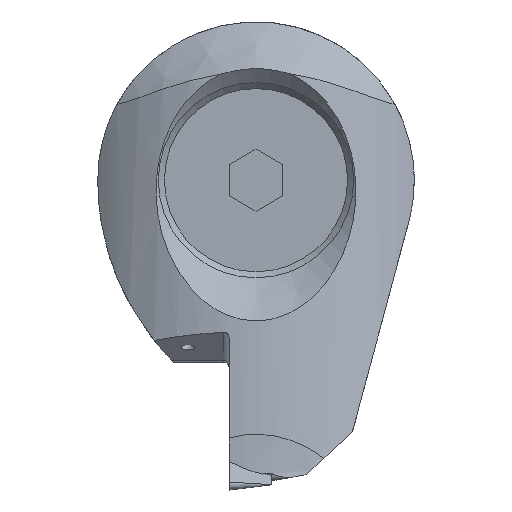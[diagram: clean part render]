
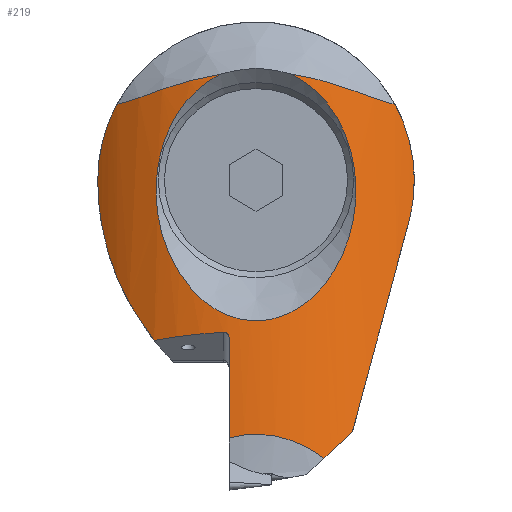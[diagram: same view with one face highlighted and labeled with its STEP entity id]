
A CAD part, left-side view. The second image highlights one B-rep face of the part: STEP entity #219.
In plain terms, the highlighted cylindrical face has radius 17.5 mm (diameter 35 mm), a partial arc.
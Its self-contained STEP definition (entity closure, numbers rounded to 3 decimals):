
#177=CYLINDRICAL_SURFACE('',#1092,17.5);
#191=ELLIPSE('',#1065,18.318,17.5);
#194=ELLIPSE('',#1073,23.894,17.5);
#196=ELLIPSE('',#1076,67.853,17.5);
#219=ADVANCED_FACE('',(#298),#177,.T.);
#298=FACE_OUTER_BOUND('',#343,.T.);
#343=EDGE_LOOP('',(#511,#512,#513,#514,#515,#516,#517,#518,#519,#520,#521,
#522));
#393=B_SPLINE_CURVE_WITH_KNOTS('',3,(#1475,#1476,#1477,#1478,#1479,#1480),
 .UNSPECIFIED.,.F.,.F.,(4,2,4),(0.,0.5,1.),.UNSPECIFIED.);
#395=B_SPLINE_CURVE_WITH_KNOTS('',3,(#1556,#1557,#1558,#1559,#1560,#1561),
 .UNSPECIFIED.,.F.,.F.,(4,2,4),(0.,0.5,1.),.UNSPECIFIED.);
#399=B_SPLINE_CURVE_WITH_KNOTS('',3,(#1604,#1605,#1606,#1607,#1608,#1609),
 .UNSPECIFIED.,.F.,.F.,(4,2,4),(0.,0.5,1.),.UNSPECIFIED.);
#400=B_SPLINE_CURVE_WITH_KNOTS('',3,(#1611,#1612,#1613,#1614),
 .UNSPECIFIED.,.F.,.F.,(4,4),(0.,1.),.UNSPECIFIED.);
#402=B_SPLINE_CURVE_WITH_KNOTS('',3,(#1622,#1623,#1624,#1625,#1626,#1627,
#1628,#1629,#1630,#1631,#1632,#1633,#1634,#1635,#1636,#1637,#1638,#1639,
#1640,#1641,#1642,#1643),.UNSPECIFIED.,.F.,.F.,(4,2,2,2,2,2,2,2,2,2,4),
(0.,0.125,0.25,0.375,0.438,0.5,0.563,0.625,0.75,0.875,1.),
 .UNSPECIFIED.);
#403=B_SPLINE_CURVE_WITH_KNOTS('',3,(#1645,#1646,#1647,#1648,#1649,#1650),
 .UNSPECIFIED.,.F.,.F.,(4,2,4),(0.,0.5,1.),.UNSPECIFIED.);
#404=B_SPLINE_CURVE_WITH_KNOTS('',3,(#1651,#1652,#1653,#1654,#1655,#1656),
 .UNSPECIFIED.,.F.,.F.,(4,2,4),(0.,0.5,1.),.UNSPECIFIED.);
#405=B_SPLINE_CURVE_WITH_KNOTS('',3,(#1663,#1664,#1665,#1666,#1667,#1668,
#1669,#1670,#1671,#1672,#1673,#1674,#1675,#1676,#1677,#1678),
 .UNSPECIFIED.,.F.,.F.,(4,3,3,3,3,4),(0.,0.223,0.446,
0.66,0.864,1.),.UNSPECIFIED.);
#511=ORIENTED_EDGE('',*,*,#795,.T.);
#512=ORIENTED_EDGE('',*,*,#742,.T.);
#513=ORIENTED_EDGE('',*,*,#768,.T.);
#514=ORIENTED_EDGE('',*,*,#774,.T.);
#515=ORIENTED_EDGE('',*,*,#785,.F.);
#516=ORIENTED_EDGE('',*,*,#790,.T.);
#517=ORIENTED_EDGE('',*,*,#789,.F.);
#518=ORIENTED_EDGE('',*,*,#791,.T.);
#519=ORIENTED_EDGE('',*,*,#787,.F.);
#520=ORIENTED_EDGE('',*,*,#777,.F.);
#521=ORIENTED_EDGE('',*,*,#758,.F.);
#522=ORIENTED_EDGE('',*,*,#794,.F.);
#657=VERTEX_POINT('',#1474);
#658=VERTEX_POINT('',#1481);
#666=VERTEX_POINT('',#1506);
#668=VERTEX_POINT('',#1510);
#677=VERTEX_POINT('',#1532);
#681=VERTEX_POINT('',#1543);
#684=VERTEX_POINT('',#1562);
#688=VERTEX_POINT('',#1602);
#689=VERTEX_POINT('',#1603);
#690=VERTEX_POINT('',#1620);
#691=VERTEX_POINT('',#1621);
#693=VERTEX_POINT('',#1662);
#742=EDGE_CURVE('',#658,#657,#393,.T.);
#758=EDGE_CURVE('',#668,#666,#191,.T.);
#768=EDGE_CURVE('',#657,#677,#194,.T.);
#774=EDGE_CURVE('',#677,#681,#196,.T.);
#777=EDGE_CURVE('',#666,#684,#395,.T.);
#785=EDGE_CURVE('',#688,#681,#399,.T.);
#787=EDGE_CURVE('',#684,#689,#400,.T.);
#789=EDGE_CURVE('',#690,#691,#402,.T.);
#790=EDGE_CURVE('',#688,#691,#403,.T.);
#791=EDGE_CURVE('',#690,#689,#404,.T.);
#794=EDGE_CURVE('',#693,#668,#405,.T.);
#795=EDGE_CURVE('',#693,#658,#880,.T.);
#880=LINE('',#1680,#946);
#946=VECTOR('',#1261,1.);
#1065=AXIS2_PLACEMENT_3D('',#1511,#1201,#1202);
#1073=AXIS2_PLACEMENT_3D('',#1534,#1222,#1223);
#1076=AXIS2_PLACEMENT_3D('',#1544,#1232,#1233);
#1092=AXIS2_PLACEMENT_3D('',#1691,#1275,#1276);
#1201=DIRECTION('',(-0.378,0.,-0.926));
#1202=DIRECTION('',(-0.926,0.,0.378));
#1222=DIRECTION('',(-0.02,0.676,0.737));
#1223=DIRECTION('',(0.15,-0.727,0.67));
#1232=DIRECTION('',(0.,0.966,0.259));
#1233=DIRECTION('',(0.09,-0.258,0.962));
#1261=DIRECTION('',(-0.087,0.,-0.996));
#1275=DIRECTION('',(0.087,0.,0.996));
#1276=DIRECTION('',(0.996,0.,-0.087));
#1474=CARTESIAN_POINT('',(-9.554,-5.039,-20.647));
#1475=CARTESIAN_POINT('',(-10.05,2.,-19.127));
#1476=CARTESIAN_POINT('',(-10.162,0.787,-18.799));
#1477=CARTESIAN_POINT('',(-10.17,-0.503,-18.776));
#1478=CARTESIAN_POINT('',(-9.979,-2.927,-19.336));
#1479=CARTESIAN_POINT('',(-9.786,-4.057,-19.908));
#1480=CARTESIAN_POINT('',(-9.554,-5.039,-20.647));
#1481=CARTESIAN_POINT('',(-10.05,2.,-19.127));
#1506=CARTESIAN_POINT('',(-7.809,7.561,-11.901));
#1510=CARTESIAN_POINT('',(-9.313,2.4,-11.288));
#1511=CARTESIAN_POINT('',(7.488,0.,-18.141));
#1532=CARTESIAN_POINT('',(-8.589,-7.159,-18.677));
#1534=CARTESIAN_POINT('',(6.904,0.,-24.811));
#1543=CARTESIAN_POINT('',(-4.563,-11.349,-3.042));
#1544=CARTESIAN_POINT('',(5.104,0.,-45.385));
#1556=CARTESIAN_POINT('',(-7.809,7.561,-11.901));
#1557=CARTESIAN_POINT('',(-7.031,8.88,-10.259));
#1558=CARTESIAN_POINT('',(-6.174,9.905,-8.44));
#1559=CARTESIAN_POINT('',(-4.716,11.348,-4.431));
#1560=CARTESIAN_POINT('',(-4.141,11.75,-2.261));
#1561=CARTESIAN_POINT('',(-3.943,11.75,0.));
#1562=CARTESIAN_POINT('',(-3.943,11.75,0.));
#1602=CARTESIAN_POINT('',(-4.619,-10.324,5.611));
#1603=CARTESIAN_POINT('',(-4.619,10.324,5.611));
#1604=CARTESIAN_POINT('',(-4.619,-10.324,5.611));
#1605=CARTESIAN_POINT('',(-4.22,-11.019,4.331));
#1606=CARTESIAN_POINT('',(-3.925,-11.491,2.882));
#1607=CARTESIAN_POINT('',(-3.868,-11.846,-0.117));
#1608=CARTESIAN_POINT('',(-4.117,-11.727,-1.635));
#1609=CARTESIAN_POINT('',(-4.563,-11.349,-3.042));
#1611=CARTESIAN_POINT('',(-3.943,11.75,0.));
#1612=CARTESIAN_POINT('',(-3.769,11.75,1.988));
#1613=CARTESIAN_POINT('',(-4.097,11.234,3.935));
#1614=CARTESIAN_POINT('',(-4.619,10.324,5.611));
#1620=CARTESIAN_POINT('',(-7.603,2.638,7.865));
#1621=CARTESIAN_POINT('',(-7.603,-2.638,7.865));
#1622=CARTESIAN_POINT('',(-7.603,2.638,7.865));
#1623=CARTESIAN_POINT('',(-7.4,4.463,6.997));
#1624=CARTESIAN_POINT('',(-7.051,5.803,5.352));
#1625=CARTESIAN_POINT('',(-6.743,7.353,1.663));
#1626=CARTESIAN_POINT('',(-6.799,7.58,-0.432));
#1627=CARTESIAN_POINT('',(-7.392,7.039,-4.354));
#1628=CARTESIAN_POINT('',(-7.909,6.3,-6.228));
#1629=CARTESIAN_POINT('',(-8.668,4.461,-8.513));
#1630=CARTESIAN_POINT('',(-8.915,3.724,-9.18));
#1631=CARTESIAN_POINT('',(-9.287,2.001,-10.152));
#1632=CARTESIAN_POINT('',(-9.406,1.008,-10.444));
#1633=CARTESIAN_POINT('',(-9.406,-1.006,-10.444));
#1634=CARTESIAN_POINT('',(-9.285,-2.014,-10.147));
#1635=CARTESIAN_POINT('',(-8.913,-3.731,-9.174));
#1636=CARTESIAN_POINT('',(-8.664,-4.472,-8.5));
#1637=CARTESIAN_POINT('',(-7.911,-6.294,-6.233));
#1638=CARTESIAN_POINT('',(-7.387,-7.045,-4.332));
#1639=CARTESIAN_POINT('',(-6.798,-7.579,-0.416));
#1640=CARTESIAN_POINT('',(-6.741,-7.36,1.646));
#1641=CARTESIAN_POINT('',(-7.053,-5.795,5.37));
#1642=CARTESIAN_POINT('',(-7.402,-4.441,7.008));
#1643=CARTESIAN_POINT('',(-7.603,-2.638,7.865));
#1645=CARTESIAN_POINT('',(-4.619,-10.324,5.611));
#1646=CARTESIAN_POINT('',(-5.442,-9.17,5.881));
#1647=CARTESIAN_POINT('',(-6.073,-7.954,6.406));
#1648=CARTESIAN_POINT('',(-7.056,-5.398,7.28));
#1649=CARTESIAN_POINT('',(-7.404,-4.061,7.652));
#1650=CARTESIAN_POINT('',(-7.603,-2.638,7.865));
#1651=CARTESIAN_POINT('',(-7.603,2.638,7.865));
#1652=CARTESIAN_POINT('',(-7.405,4.051,7.654));
#1653=CARTESIAN_POINT('',(-7.056,5.399,7.279));
#1654=CARTESIAN_POINT('',(-6.068,7.966,6.402));
#1655=CARTESIAN_POINT('',(-5.448,9.16,5.883));
#1656=CARTESIAN_POINT('',(-4.619,10.324,5.611));
#1662=CARTESIAN_POINT('',(-9.399,2.,-11.685));
#1663=CARTESIAN_POINT('',(-9.399,2.,-11.685));
#1664=CARTESIAN_POINT('',(-9.395,2.,-11.638));
#1665=CARTESIAN_POINT('',(-9.39,2.008,-11.59));
#1666=CARTESIAN_POINT('',(-9.384,2.023,-11.546));
#1667=CARTESIAN_POINT('',(-9.379,2.038,-11.502));
#1668=CARTESIAN_POINT('',(-9.372,2.062,-11.46));
#1669=CARTESIAN_POINT('',(-9.365,2.091,-11.424));
#1670=CARTESIAN_POINT('',(-9.359,2.12,-11.389));
#1671=CARTESIAN_POINT('',(-9.352,2.155,-11.359));
#1672=CARTESIAN_POINT('',(-9.345,2.194,-11.337));
#1673=CARTESIAN_POINT('',(-9.339,2.231,-11.315));
#1674=CARTESIAN_POINT('',(-9.332,2.272,-11.3));
#1675=CARTESIAN_POINT('',(-9.326,2.314,-11.293));
#1676=CARTESIAN_POINT('',(-9.321,2.342,-11.288));
#1677=CARTESIAN_POINT('',(-9.317,2.371,-11.286));
#1678=CARTESIAN_POINT('',(-9.313,2.4,-11.288));
#1680=CARTESIAN_POINT('',(-10.4,2.,-23.127));
#1691=CARTESIAN_POINT('',(6.919,0.,-24.642));
